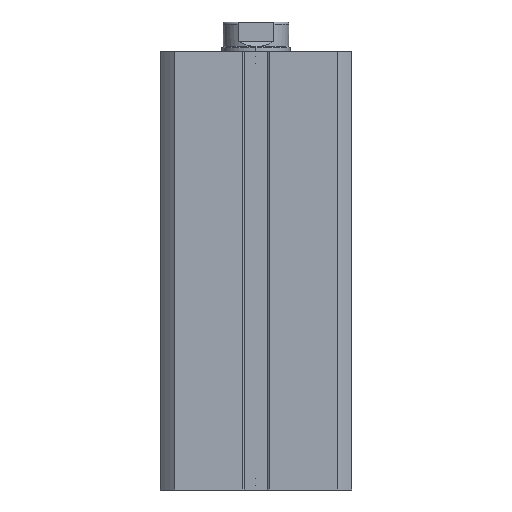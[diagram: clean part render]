
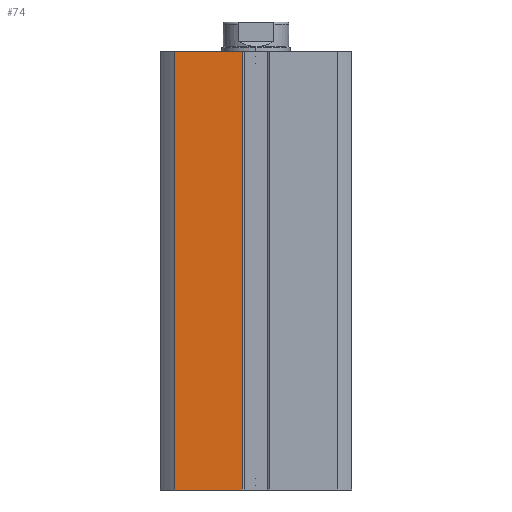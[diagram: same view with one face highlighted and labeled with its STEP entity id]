
A CAD part, front view. The second image highlights one B-rep face of the part: STEP entity #74.
In plain terms, the highlighted planar face has unit normal (0, -1, 0).
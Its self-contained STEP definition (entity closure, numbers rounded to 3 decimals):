
#74 = ADVANCED_FACE ( 'NONE', ( #3820 ), #1065, .F. ) ;
#646 = CARTESIAN_POINT ( 'NONE',  ( -3.2, -22.5, 103. ) ) ;
#652 = CARTESIAN_POINT ( 'NONE',  ( -19.079, -22.5, 103. ) ) ;
#1064 = CARTESIAN_POINT ( 'NONE',  ( -22.5, -22.5, 103. ) ) ;
#1065 = PLANE ( 'NONE',  #6257 ) ;
#1067 = DIRECTION ( 'NONE',  ( 0., 1., 0. ) ) ;
#1068 = DIRECTION ( 'NONE',  ( 0., 0., 1. ) ) ;
#1468 = LINE ( 'NONE', #2441, #1469 ) ;
#1469 = VECTOR ( 'NONE', #2442, 1000. ) ;
#1573 = LINE ( 'NONE', #2611, #1577 ) ;
#1577 = VECTOR ( 'NONE', #2612, 1000. ) ;
#1624 = VECTOR ( 'NONE', #2684, 1000. ) ;
#1628 = LINE ( 'NONE', #2683, #1624 ) ;
#1641 = LINE ( 'NONE', #2691, #1642 ) ;
#1642 = VECTOR ( 'NONE', #2692, 1000. ) ;
#2441 = CARTESIAN_POINT ( 'NONE',  ( -22.5, -22.5, 103. ) ) ;
#2442 = DIRECTION ( 'NONE',  ( 1., 0., 0. ) ) ;
#2611 = CARTESIAN_POINT ( 'NONE',  ( -22.5, -22.5, 0. ) ) ;
#2612 = DIRECTION ( 'NONE',  ( 1., 0., 0. ) ) ;
#2683 = CARTESIAN_POINT ( 'NONE',  ( -3.2, -22.5, 103. ) ) ;
#2684 = DIRECTION ( 'NONE',  ( 0., 0., 1. ) ) ;
#2691 = CARTESIAN_POINT ( 'NONE',  ( -19.079, -22.5, 0. ) ) ;
#2692 = DIRECTION ( 'NONE',  ( 0., 0., 1. ) ) ;
#3616 = CARTESIAN_POINT ( 'NONE',  ( -19.079, -22.5, 0. ) ) ;
#3618 = CARTESIAN_POINT ( 'NONE',  ( -3.2, -22.5, 0. ) ) ;
#3820 = FACE_OUTER_BOUND ( 'NONE', #4739, .T. ) ;
#4109 = VERTEX_POINT ( 'NONE', #3618 ) ;
#4110 = VERTEX_POINT ( 'NONE', #3616 ) ;
#4358 = VERTEX_POINT ( 'NONE', #652 ) ;
#4362 = VERTEX_POINT ( 'NONE', #646 ) ;
#4739 = EDGE_LOOP ( 'NONE', ( #5201, #5202, #5203, #5204 ) ) ;
#5201 = ORIENTED_EDGE ( 'NONE', *, *, #5994, .F. ) ;
#5202 = ORIENTED_EDGE ( 'NONE', *, *, #5960, .T. ) ;
#5203 = ORIENTED_EDGE ( 'NONE', *, *, #5990, .T. ) ;
#5204 = ORIENTED_EDGE ( 'NONE', *, *, #5889, .F. ) ;
#5889 = EDGE_CURVE ( 'NONE', #4358, #4362, #1468, .T. ) ;
#5960 = EDGE_CURVE ( 'NONE', #4110, #4109, #1573, .T. ) ;
#5990 = EDGE_CURVE ( 'NONE', #4109, #4362, #1628, .T. ) ;
#5994 = EDGE_CURVE ( 'NONE', #4110, #4358, #1641, .T. ) ;
#6257 = AXIS2_PLACEMENT_3D ( 'NONE', #1064, #1067, #1068 ) ;
